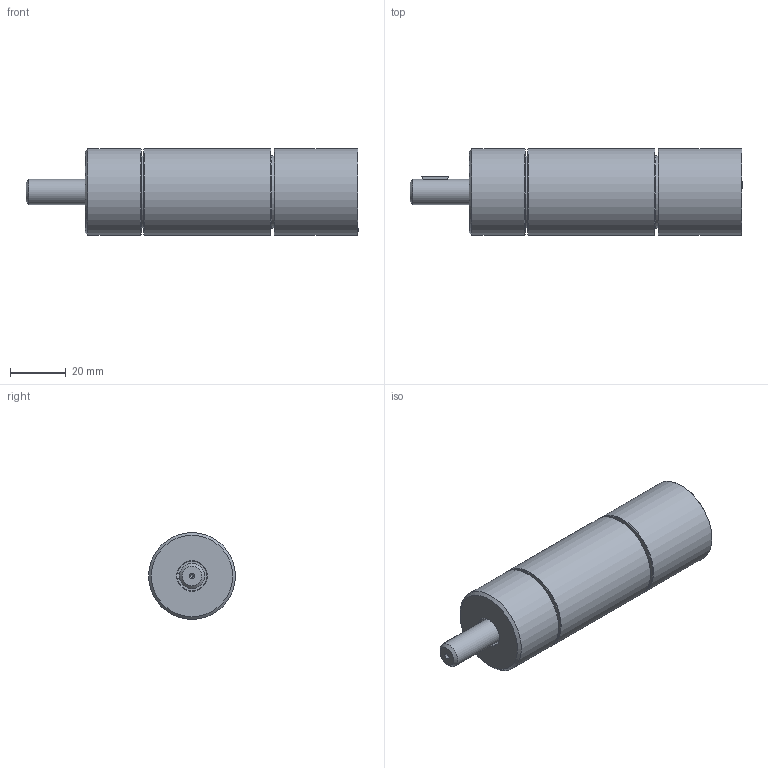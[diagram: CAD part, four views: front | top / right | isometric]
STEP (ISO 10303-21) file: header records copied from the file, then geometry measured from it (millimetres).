
FILE_DESCRIPTION((''),'2;1');
FILE_NAME('MUD 9-2300_60032967.stp','2013-07-03T14:18:43',('tpeskos'),(''),'Autodesk Inventor 2013','Autodesk Inventor 2013','');
FILE_SCHEMA(('AUTOMOTIVE_DESIGN { 1 0 10303 214 1 1 1 1 }'));
Length unit declared in the file: millimetre
Products named in the file (1): stp-Dummy MUD 9 Deckel
Bounding box: 118.6 x 31 x 31 mm (x, y, z)
Volume: 72110.7 mm3; surface area: 13729.5 mm2
Topology: 1 solids, 2 shells, 72 faces, 159 edges, 101 vertices
Faces by surface type: plane 34, cone 17, cylinder 14, bspline 7
Full cylindrical faces by diameter (mm): 1 x1, 8.566 x4, 9 x1, 10.5 x1, 26 x2, 31 x3
Entity records: 1846 total; most frequent: CARTESIAN_POINT 412, DIRECTION 280, ORIENTED_EDGE 244, EDGE_CURVE 122, EDGE_LOOP 112, AXIS2_PLACEMENT_3D 108, VERTEX_POINT 94, FACE_OUTER_BOUND 72
